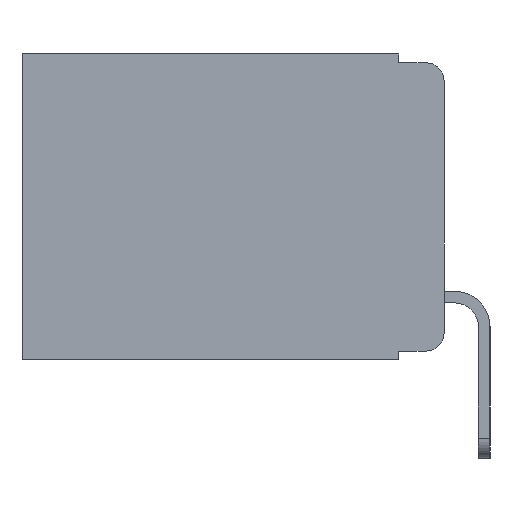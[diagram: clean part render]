
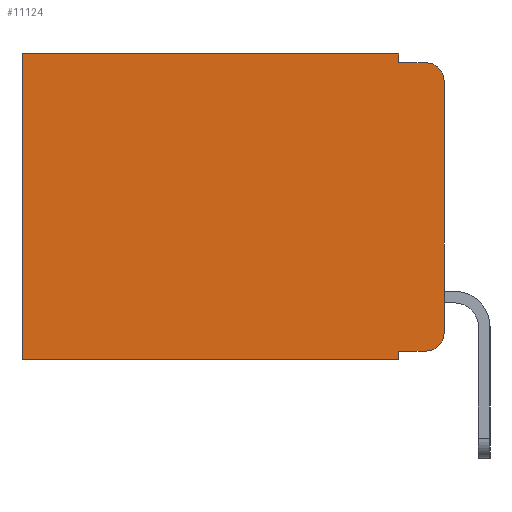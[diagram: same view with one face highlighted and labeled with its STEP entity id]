
A CAD part, left-side view. The second image highlights one B-rep face of the part: STEP entity #11124.
In plain terms, the highlighted planar face has unit normal (-1, 0, 0).
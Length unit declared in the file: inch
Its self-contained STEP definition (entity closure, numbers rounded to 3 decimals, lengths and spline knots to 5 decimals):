
#52 = VERTEX_POINT ( 'NONE', #6419 ) ;
#92 = DIRECTION ( 'NONE',  ( 0., 0., -1. ) ) ;
#280 = CARTESIAN_POINT ( 'NONE',  ( 0.298, 0.051, 0. ) ) ;
#568 = CARTESIAN_POINT ( 'NONE',  ( 0.298, 0.473, 0. ) ) ;
#925 = LINE ( 'NONE', #10795, #6564 ) ;
#1060 = VERTEX_POINT ( 'NONE', #11236 ) ;
#1142 = CARTESIAN_POINT ( 'NONE',  ( 0.298, 0.473, 0. ) ) ;
#1178 = VERTEX_POINT ( 'NONE', #1142 ) ;
#1615 = VERTEX_POINT ( 'NONE', #2616 ) ;
#1643 = EDGE_CURVE ( 'NONE', #52, #1060, #10515, .T. ) ;
#1810 = DIRECTION ( 'NONE',  ( 1., 0., 0. ) ) ;
#2122 = VERTEX_POINT ( 'NONE', #10308 ) ;
#2353 = EDGE_CURVE ( 'NONE', #52, #2122, #11226, .T. ) ;
#2565 = DIRECTION ( 'NONE',  ( 0., 0., -1. ) ) ;
#2616 = CARTESIAN_POINT ( 'NONE',  ( 0.298, 0.473, -0.343 ) ) ;
#2693 = DIRECTION ( 'NONE',  ( 0., 0., -1. ) ) ;
#3355 = DIRECTION ( 'NONE',  ( 0., 1., 0. ) ) ;
#3804 = DIRECTION ( 'NONE',  ( 0., 0., -1. ) ) ;
#4127 = LINE ( 'NONE', #8136, #6387 ) ;
#4222 = VERTEX_POINT ( 'NONE', #7968 ) ;
#4330 = CARTESIAN_POINT ( 'NONE',  ( 0.298, 0.02, -0.333 ) ) ;
#4431 = LINE ( 'NONE', #8727, #11123 ) ;
#4993 = CARTESIAN_POINT ( 'NONE',  ( 0.298, 0., 0. ) ) ;
#4997 = AXIS2_PLACEMENT_3D ( 'NONE', #4993, #1810, #8687 ) ;
#5014 = DIRECTION ( 'NONE',  ( 0., 0., -1. ) ) ;
#5019 = DIRECTION ( 'NONE',  ( 0., 0., -1. ) ) ;
#5043 = VERTEX_POINT ( 'NONE', #4330 ) ;
#5104 = VERTEX_POINT ( 'NONE', #7532 ) ;
#5140 = VECTOR ( 'NONE', #8703, 39.37008 ) ;
#5767 = EDGE_CURVE ( 'NONE', #9958, #1615, #925, .T. ) ;
#6030 = DIRECTION ( 'NONE',  ( 0., -1., 0. ) ) ;
#6218 = ORIENTED_EDGE ( 'NONE', *, *, #2353, .F. ) ;
#6321 = ORIENTED_EDGE ( 'NONE', *, *, #1643, .T. ) ;
#6387 = VECTOR ( 'NONE', #3355, 39.37008 ) ;
#6419 = CARTESIAN_POINT ( 'NONE',  ( 0.298, 0., -0.03 ) ) ;
#6495 = DIRECTION ( 'NONE',  ( -1., 0., 0. ) ) ;
#6498 = ORIENTED_EDGE ( 'NONE', *, *, #9635, .F. ) ;
#6564 = VECTOR ( 'NONE', #8198, 39.37008 ) ;
#6701 = ORIENTED_EDGE ( 'NONE', *, *, #9580, .F. ) ;
#6752 = FACE_OUTER_BOUND ( 'NONE', #6969, .T. ) ;
#6800 = VECTOR ( 'NONE', #3804, 39.37008 ) ;
#6806 = ORIENTED_EDGE ( 'NONE', *, *, #7646, .T. ) ;
#6853 = ORIENTED_EDGE ( 'NONE', *, *, #8890, .T. ) ;
#6912 = PLANE ( 'NONE',  #4997 ) ;
#6969 = EDGE_LOOP ( 'NONE', ( #6218, #6321, #6498, #6701, #6806, #6853, #7047, #7407, #7537, #7546 ) ) ;
#7014 = CARTESIAN_POINT ( 'NONE',  ( 0.298, 0., 0. ) ) ;
#7047 = ORIENTED_EDGE ( 'NONE', *, *, #5767, .F. ) ;
#7069 = AXIS2_PLACEMENT_3D ( 'NONE', #9460, #9454, #2565 ) ;
#7407 = ORIENTED_EDGE ( 'NONE', *, *, #8692, .F. ) ;
#7515 = CARTESIAN_POINT ( 'NONE',  ( 0.298, 0.051, -0.01 ) ) ;
#7532 = CARTESIAN_POINT ( 'NONE',  ( 0.298, 0.051, 0. ) ) ;
#7537 = ORIENTED_EDGE ( 'NONE', *, *, #7993, .T. ) ;
#7546 = ORIENTED_EDGE ( 'NONE', *, *, #11460, .T. ) ;
#7646 = EDGE_CURVE ( 'NONE', #5104, #1178, #4127, .T. ) ;
#7968 = CARTESIAN_POINT ( 'NONE',  ( 0.298, 0.051, -0.333 ) ) ;
#7993 = EDGE_CURVE ( 'NONE', #4222, #5043, #4431, .T. ) ;
#8136 = CARTESIAN_POINT ( 'NONE',  ( 0.298, 0., 0. ) ) ;
#8198 = DIRECTION ( 'NONE',  ( 0., 1., 0. ) ) ;
#8479 = AXIS2_PLACEMENT_3D ( 'NONE', #11462, #6495, #92 ) ;
#8687 = DIRECTION ( 'NONE',  ( 0., 0., -1. ) ) ;
#8692 = EDGE_CURVE ( 'NONE', #4222, #9958, #11334, .T. ) ;
#8703 = DIRECTION ( 'NONE',  ( 0., -1., 0. ) ) ;
#8727 = CARTESIAN_POINT ( 'NONE',  ( 0.298, 0.051, -0.333 ) ) ;
#8890 = EDGE_CURVE ( 'NONE', #1178, #1615, #10397, .T. ) ;
#9245 = VECTOR ( 'NONE', #2693, 39.37008 ) ;
#9366 = LINE ( 'NONE', #11111, #5140 ) ;
#9454 = DIRECTION ( 'NONE',  ( -1., 0., 0. ) ) ;
#9460 = CARTESIAN_POINT ( 'NONE',  ( 0.298, 0.02, -0.03 ) ) ;
#9580 = EDGE_CURVE ( 'NONE', #5104, #11993, #9614, .T. ) ;
#9614 = LINE ( 'NONE', #10309, #11682 ) ;
#9635 = EDGE_CURVE ( 'NONE', #11993, #1060, #9366, .T. ) ;
#9862 = VECTOR ( 'NONE', #5019, 39.37008 ) ;
#9958 = VERTEX_POINT ( 'NONE', #10638 ) ;
#10308 = CARTESIAN_POINT ( 'NONE',  ( 0.298, 0., -0.313 ) ) ;
#10309 = CARTESIAN_POINT ( 'NONE',  ( 0.298, 0.051, 0. ) ) ;
#10397 = LINE ( 'NONE', #568, #9862 ) ;
#10515 = CIRCLE ( 'NONE', #7069, 0.02 ) ;
#10638 = CARTESIAN_POINT ( 'NONE',  ( 0.298, 0.051, -0.343 ) ) ;
#10795 = CARTESIAN_POINT ( 'NONE',  ( 0.298, 0., -0.343 ) ) ;
#11111 = CARTESIAN_POINT ( 'NONE',  ( 0.298, 0.051, -0.01 ) ) ;
#11124 = ADVANCED_FACE ( 'NONE', ( #6752 ), #6912, .F. ) ;
#11123 = VECTOR ( 'NONE', #6030, 39.37008 ) ;
#11226 = LINE ( 'NONE', #7014, #6800 ) ;
#11236 = CARTESIAN_POINT ( 'NONE',  ( 0.298, 0.02, -0.01 ) ) ;
#11334 = LINE ( 'NONE', #280, #9245 ) ;
#11460 = EDGE_CURVE ( 'NONE', #5043, #2122, #11627, .T. ) ;
#11462 = CARTESIAN_POINT ( 'NONE',  ( 0.298, 0.02, -0.313 ) ) ;
#11627 = CIRCLE ( 'NONE', #8479, 0.02 ) ;
#11682 = VECTOR ( 'NONE', #5014, 39.37008 ) ;
#11993 = VERTEX_POINT ( 'NONE', #7515 ) ;
